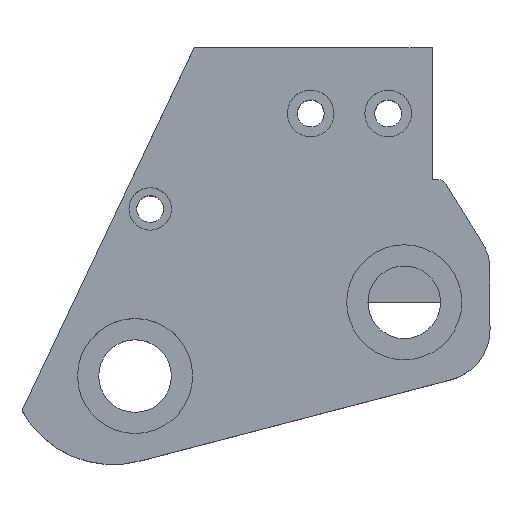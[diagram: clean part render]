
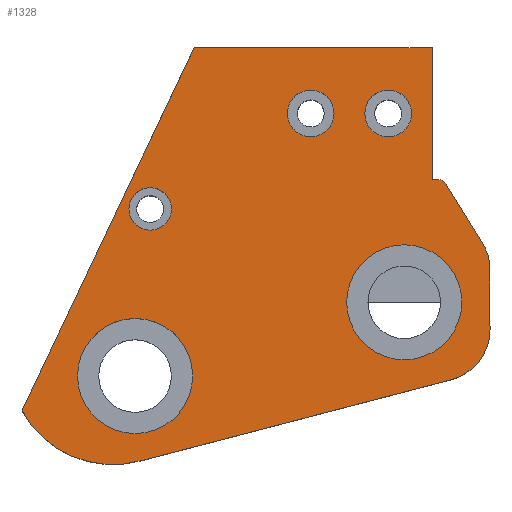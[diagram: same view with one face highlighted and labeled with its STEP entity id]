
A CAD part, top view. The second image highlights one B-rep face of the part: STEP entity #1328.
In plain terms, the highlighted planar face has unit normal (0, 0, 1).
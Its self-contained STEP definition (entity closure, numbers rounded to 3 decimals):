
#26=FACE_BOUND('',#252,.T.);
#27=FACE_BOUND('',#253,.T.);
#28=FACE_BOUND('',#254,.T.);
#29=FACE_BOUND('',#255,.T.);
#30=FACE_BOUND('',#256,.T.);
#61=CIRCLE('',#1441,20.);
#62=CIRCLE('',#1442,10.);
#63=CIRCLE('',#1443,10.);
#64=CIRCLE('',#1444,2.);
#65=CIRCLE('',#1445,4.5);
#66=CIRCLE('',#1446,4.5);
#67=CIRCLE('',#1447,4.1);
#68=CIRCLE('',#1448,11.1);
#69=CIRCLE('',#1449,11.1);
#168=FACE_OUTER_BOUND('',#251,.T.);
#251=EDGE_LOOP('',(#959,#960,#961,#962,#963,#964,#965,#966,#967,#968,#969));
#252=EDGE_LOOP('',(#970));
#253=EDGE_LOOP('',(#971));
#254=EDGE_LOOP('',(#972));
#255=EDGE_LOOP('',(#973));
#256=EDGE_LOOP('',(#974));
#358=LINE('',#2016,#473);
#370=LINE('',#2046,#485);
#386=LINE('',#2093,#501);
#388=LINE('',#2099,#503);
#389=LINE('',#2103,#504);
#390=LINE('',#2107,#505);
#391=LINE('',#2109,#506);
#473=VECTOR('',#1586,10.);
#485=VECTOR('',#1608,10.);
#501=VECTOR('',#1650,10.);
#503=VECTOR('',#1656,10.);
#504=VECTOR('',#1659,10.);
#505=VECTOR('',#1662,10.);
#506=VECTOR('',#1665,10.);
#588=VERTEX_POINT('',#2013);
#589=VERTEX_POINT('',#2015);
#601=VERTEX_POINT('',#2043);
#602=VERTEX_POINT('',#2045);
#620=VERTEX_POINT('',#2092);
#621=VERTEX_POINT('',#2096);
#622=VERTEX_POINT('',#2098);
#623=VERTEX_POINT('',#2100);
#624=VERTEX_POINT('',#2102);
#625=VERTEX_POINT('',#2104);
#626=VERTEX_POINT('',#2106);
#627=VERTEX_POINT('',#2110);
#628=VERTEX_POINT('',#2112);
#629=VERTEX_POINT('',#2114);
#630=VERTEX_POINT('',#2116);
#631=VERTEX_POINT('',#2118);
#714=EDGE_CURVE('',#589,#588,#358,.T.);
#729=EDGE_CURVE('',#601,#602,#370,.T.);
#753=EDGE_CURVE('',#620,#589,#386,.T.);
#755=EDGE_CURVE('',#621,#588,#61,.T.);
#756=EDGE_CURVE('',#621,#622,#388,.T.);
#757=EDGE_CURVE('',#623,#622,#62,.T.);
#758=EDGE_CURVE('',#624,#623,#389,.T.);
#759=EDGE_CURVE('',#625,#624,#63,.T.);
#760=EDGE_CURVE('',#626,#625,#390,.T.);
#761=EDGE_CURVE('',#602,#626,#64,.T.);
#762=EDGE_CURVE('',#601,#620,#391,.T.);
#763=EDGE_CURVE('',#627,#627,#65,.T.);
#764=EDGE_CURVE('',#628,#628,#66,.T.);
#765=EDGE_CURVE('',#629,#629,#67,.T.);
#766=EDGE_CURVE('',#630,#630,#68,.T.);
#767=EDGE_CURVE('',#631,#631,#69,.T.);
#959=ORIENTED_EDGE('',*,*,#714,.T.);
#960=ORIENTED_EDGE('',*,*,#755,.F.);
#961=ORIENTED_EDGE('',*,*,#756,.T.);
#962=ORIENTED_EDGE('',*,*,#757,.F.);
#963=ORIENTED_EDGE('',*,*,#758,.F.);
#964=ORIENTED_EDGE('',*,*,#759,.F.);
#965=ORIENTED_EDGE('',*,*,#760,.F.);
#966=ORIENTED_EDGE('',*,*,#761,.F.);
#967=ORIENTED_EDGE('',*,*,#729,.F.);
#968=ORIENTED_EDGE('',*,*,#762,.T.);
#969=ORIENTED_EDGE('',*,*,#753,.T.);
#970=ORIENTED_EDGE('',*,*,#763,.T.);
#971=ORIENTED_EDGE('',*,*,#764,.T.);
#972=ORIENTED_EDGE('',*,*,#765,.T.);
#973=ORIENTED_EDGE('',*,*,#766,.T.);
#974=ORIENTED_EDGE('',*,*,#767,.T.);
#1284=PLANE('',#1440);
#1328=ADVANCED_FACE('',(#168,#26,#27,#28,#29,#30),#1284,.T.);
#1440=AXIS2_PLACEMENT_3D('',#2095,#1652,#1653);
#1441=AXIS2_PLACEMENT_3D('',#2097,#1654,#1655);
#1442=AXIS2_PLACEMENT_3D('',#2101,#1657,#1658);
#1443=AXIS2_PLACEMENT_3D('',#2105,#1660,#1661);
#1444=AXIS2_PLACEMENT_3D('',#2108,#1663,#1664);
#1445=AXIS2_PLACEMENT_3D('',#2111,#1666,#1667);
#1446=AXIS2_PLACEMENT_3D('',#2113,#1668,#1669);
#1447=AXIS2_PLACEMENT_3D('',#2115,#1670,#1671);
#1448=AXIS2_PLACEMENT_3D('',#2117,#1672,#1673);
#1449=AXIS2_PLACEMENT_3D('',#2119,#1674,#1675);
#1586=DIRECTION('',(-0.428,-0.904,0.));
#1608=DIRECTION('',(1.,0.,0.));
#1650=DIRECTION('',(-1.,0.,0.));
#1652=DIRECTION('center_axis',(0.,0.,1.));
#1653=DIRECTION('ref_axis',(0.,-1.,0.));
#1654=DIRECTION('center_axis',(0.,0.,-1.));
#1655=DIRECTION('ref_axis',(-1.,0.,0.));
#1656=DIRECTION('',(0.968,0.253,0.));
#1657=DIRECTION('center_axis',(0.,0.,-1.));
#1658=DIRECTION('ref_axis',(0.791,-0.611,0.));
#1659=DIRECTION('',(0.,-1.,0.));
#1660=DIRECTION('center_axis',(0.,0.,-1.));
#1661=DIRECTION('ref_axis',(0.962,0.274,0.));
#1662=DIRECTION('',(0.527,-0.85,0.));
#1663=DIRECTION('center_axis',(0.,0.,-1.));
#1664=DIRECTION('ref_axis',(0.486,0.874,0.));
#1665=DIRECTION('',(0.,1.,0.));
#1666=DIRECTION('center_axis',(0.,0.,-1.));
#1667=DIRECTION('ref_axis',(-1.,0.,0.));
#1668=DIRECTION('center_axis',(0.,0.,-1.));
#1669=DIRECTION('ref_axis',(-1.,0.,0.));
#1670=DIRECTION('center_axis',(0.,0.,-1.));
#1671=DIRECTION('ref_axis',(-1.,0.,0.));
#1672=DIRECTION('center_axis',(0.,0.,-1.));
#1673=DIRECTION('ref_axis',(-1.,0.,0.));
#1674=DIRECTION('center_axis',(0.,0.,-1.));
#1675=DIRECTION('ref_axis',(1.,0.,0.));
#2013=CARTESIAN_POINT('',(-37.522,-53.803,-5.479));
#2015=CARTESIAN_POINT('',(-4.29,16.287,-5.479));
#2016=CARTESIAN_POINT('',(-18.144,-12.933,-5.479));
#2043=CARTESIAN_POINT('',(41.582,-9.114,-5.479));
#2045=CARTESIAN_POINT('',(42.574,-9.113,-5.479));
#2046=CARTESIAN_POINT('',(45.428,-9.113,-5.479));
#2092=CARTESIAN_POINT('',(41.582,16.287,-5.479));
#2093=CARTESIAN_POINT('',(-4.605,16.287,-5.479));
#2095=CARTESIAN_POINT('Origin',(0.,-19.114,-5.479));
#2096=CARTESIAN_POINT('',(-14.945,-63.512,-5.479));
#2097=CARTESIAN_POINT('Origin',(-20.,-44.161,-5.479));
#2098=CARTESIAN_POINT('',(45.283,-47.777,-5.479));
#2099=CARTESIAN_POINT('',(-10.925,-62.462,-5.479));
#2100=CARTESIAN_POINT('',(52.755,-38.102,-5.479));
#2101=CARTESIAN_POINT('Origin',(42.755,-38.102,-5.479));
#2102=CARTESIAN_POINT('',(52.755,-26.594,-5.479));
#2103=CARTESIAN_POINT('',(52.755,-40.959,-5.479));
#2104=CARTESIAN_POINT('',(51.256,-21.327,-5.479));
#2105=CARTESIAN_POINT('Origin',(42.755,-26.594,-5.479));
#2106=CARTESIAN_POINT('',(44.274,-10.06,-5.479));
#2107=CARTESIAN_POINT('',(53.457,-24.88,-5.479));
#2108=CARTESIAN_POINT('Origin',(42.574,-11.114,-5.479));
#2109=CARTESIAN_POINT('',(41.582,-9.114,-5.479));
#2110=CARTESIAN_POINT('',(22.672,3.587,-5.479));
#2111=CARTESIAN_POINT('Origin',(18.172,3.587,-5.479));
#2112=CARTESIAN_POINT('',(37.617,3.587,-5.479));
#2113=CARTESIAN_POINT('Origin',(33.117,3.587,-5.479));
#2114=CARTESIAN_POINT('',(-8.688,-14.844,-5.479));
#2115=CARTESIAN_POINT('Origin',(-12.788,-14.844,-5.479));
#2116=CARTESIAN_POINT('',(-4.611,-47.077,-5.479));
#2117=CARTESIAN_POINT('Origin',(-15.711,-47.077,-5.479));
#2118=CARTESIAN_POINT('',(25.112,-32.844,-5.479));
#2119=CARTESIAN_POINT('Origin',(36.212,-32.844,-5.479));
